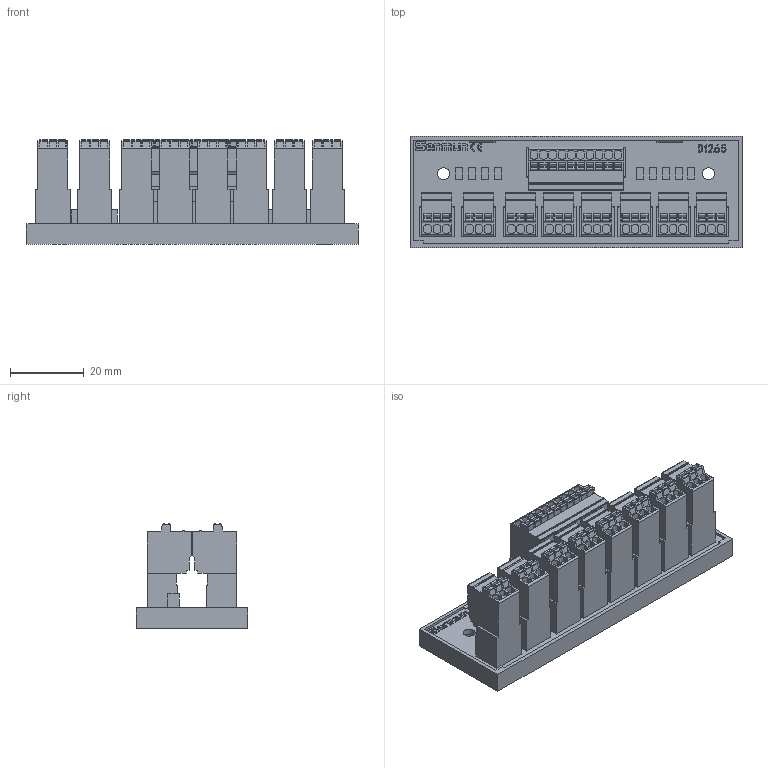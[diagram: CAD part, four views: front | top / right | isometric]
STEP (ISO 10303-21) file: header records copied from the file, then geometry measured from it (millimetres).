
FILE_DESCRIPTION(/* description */ (''),/* implementation_level */ '2;1');
FILE_NAME(/* name */ 'D1265 3D.stp',/* time_stamp */ '2024-08-15T10:47:20+08:00',/* author */ (''),/* organization */ (''),/* preprocessor_version */ 'ST-DEVELOPER v14',/* originating_system */ 'SIEMENS PLM Software NX 8.0',/* authorisation */ '');
FILE_SCHEMA (('AUTOMOTIVE_DESIGN { 1 0 10303 214 3 1 1 1 }'));
Length unit declared in the file: millimetre
Products named in the file (1): D1265 3D_stp
Bounding box: 90.2 x 30.2 x 28.49 mm (x, y, z)
Volume: 33927.9 mm3; surface area: 17931.4 mm2
Topology: 1 solids, 1 shells, 1663 faces, 4742 edges, 3152 vertices
Faces by surface type: plane 1332, cylinder 318, extrusion 13
Full cylindrical faces by diameter (mm): 3.2 x2, 4 x2
Entity records: 55466 total; most frequent: CARTESIAN_POINT 10377, ORIENTED_EDGE 9470, DIRECTION 8596, EDGE_CURVE 4735, VECTOR 4006, LINE 3993, VERTEX_POINT 3150, AXIS2_PLACEMENT_3D 2295
